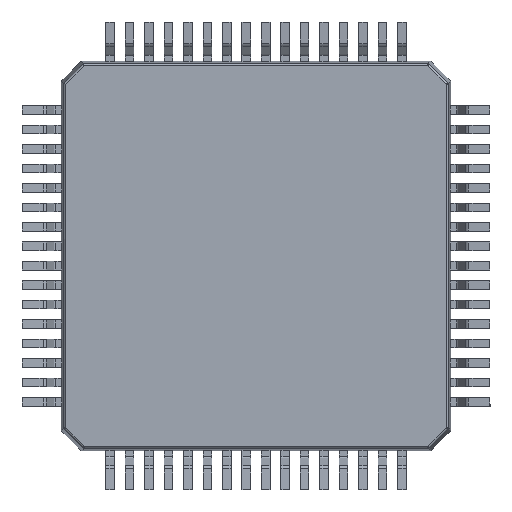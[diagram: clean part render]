
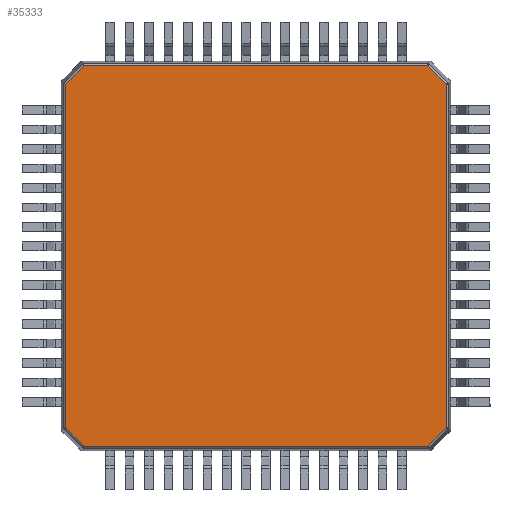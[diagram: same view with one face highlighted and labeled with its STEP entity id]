
A CAD part, front view. The second image highlights one B-rep face of the part: STEP entity #35333.
In plain terms, the highlighted planar face has unit normal (0, -1, 0).
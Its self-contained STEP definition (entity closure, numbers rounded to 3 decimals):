
#652 = ORIENTED_EDGE ( 'NONE', *, *, #16183, .T. ) ;
#706 = VERTEX_POINT ( 'NONE', #38975 ) ;
#997 = ORIENTED_EDGE ( 'NONE', *, *, #9570, .T. ) ;
#1017 = DIRECTION ( 'NONE',  ( -0.71, 0., 0.704 ) ) ;
#1403 = VECTOR ( 'NONE', #19321, 1000. ) ;
#2386 = DIRECTION ( 'NONE',  ( -0.704, 0., -0.71 ) ) ;
#2873 = EDGE_CURVE ( 'NONE', #13899, #24452, #25924, .T. ) ;
#4755 = EDGE_CURVE ( 'NONE', #7355, #26178, #35961, .T. ) ;
#6418 = CARTESIAN_POINT ( 'NONE',  ( 4.667, 0.05, -4.631 ) ) ;
#6573 = EDGE_CURVE ( 'NONE', #24452, #21443, #8128, .T. ) ;
#7355 = VERTEX_POINT ( 'NONE', #22392 ) ;
#8128 = LINE ( 'NONE', #17168, #42414 ) ;
#9570 = EDGE_CURVE ( 'NONE', #36445, #30330, #36109, .T. ) ;
#9621 = VECTOR ( 'NONE', #12042, 1000. ) ;
#10434 = CARTESIAN_POINT ( 'NONE',  ( 4.886, 0.05, 4.414 ) ) ;
#12042 = DIRECTION ( 'NONE',  ( -1., 0., 0. ) ) ;
#12124 = CARTESIAN_POINT ( 'NONE',  ( -4.414, 0.05, 4.886 ) ) ;
#12836 = LINE ( 'NONE', #35450, #38311 ) ;
#12863 = CARTESIAN_POINT ( 'NONE',  ( -4.41, 0.05, -4.886 ) ) ;
#13899 = VERTEX_POINT ( 'NONE', #41492 ) ;
#14135 = CARTESIAN_POINT ( 'NONE',  ( 0., 0.05, -4.886 ) ) ;
#14427 = VECTOR ( 'NONE', #41986, 1000. ) ;
#15684 = DIRECTION ( 'NONE',  ( 0., 0., 1. ) ) ;
#15858 = EDGE_CURVE ( 'NONE', #21443, #706, #35219, .T. ) ;
#16053 = CARTESIAN_POINT ( 'NONE',  ( 4.41, 0.05, 4.886 ) ) ;
#16183 = EDGE_CURVE ( 'NONE', #706, #7355, #27944, .T. ) ;
#17168 = CARTESIAN_POINT ( 'NONE',  ( -4.631, 0.05, -4.667 ) ) ;
#17643 = CARTESIAN_POINT ( 'NONE',  ( 4.631, 0.05, 4.667 ) ) ;
#19321 = DIRECTION ( 'NONE',  ( 0.704, 0., 0.71 ) ) ;
#19695 = PLANE ( 'NONE',  #37046 ) ;
#19839 = FACE_OUTER_BOUND ( 'NONE', #28652, .T. ) ;
#20047 = LINE ( 'NONE', #17643, #21106 ) ;
#21106 = VECTOR ( 'NONE', #1017, 1000. ) ;
#21443 = VERTEX_POINT ( 'NONE', #12863 ) ;
#21921 = ORIENTED_EDGE ( 'NONE', *, *, #30167, .T. ) ;
#22392 = CARTESIAN_POINT ( 'NONE',  ( 4.886, 0.05, -4.41 ) ) ;
#22795 = CARTESIAN_POINT ( 'NONE',  ( 0., 0.05, 0. ) ) ;
#24452 = VERTEX_POINT ( 'NONE', #33925 ) ;
#25501 = CARTESIAN_POINT ( 'NONE',  ( -4.886, 0.05, 0. ) ) ;
#25924 = LINE ( 'NONE', #25501, #14427 ) ;
#26060 = ORIENTED_EDGE ( 'NONE', *, *, #32581, .T. ) ;
#26178 = VERTEX_POINT ( 'NONE', #10434 ) ;
#26308 = DIRECTION ( 'NONE',  ( 0., -1., 0. ) ) ;
#27129 = DIRECTION ( 'NONE',  ( 0.71, 0., -0.704 ) ) ;
#27944 = LINE ( 'NONE', #6418, #1403 ) ;
#28652 = EDGE_LOOP ( 'NONE', ( #41664, #33897, #652, #31202, #21921, #997, #26060, #36873 ) ) ;
#30167 = EDGE_CURVE ( 'NONE', #26178, #36445, #20047, .T. ) ;
#30330 = VERTEX_POINT ( 'NONE', #12124 ) ;
#31202 = ORIENTED_EDGE ( 'NONE', *, *, #4755, .T. ) ;
#31946 = CARTESIAN_POINT ( 'NONE',  ( 0., 0.05, 4.886 ) ) ;
#32581 = EDGE_CURVE ( 'NONE', #30330, #13899, #12836, .T. ) ;
#32851 = VECTOR ( 'NONE', #15684, 1000. ) ;
#32977 = CARTESIAN_POINT ( 'NONE',  ( 4.886, 0.05, 0. ) ) ;
#33897 = ORIENTED_EDGE ( 'NONE', *, *, #15858, .T. ) ;
#33925 = CARTESIAN_POINT ( 'NONE',  ( -4.886, 0.05, -4.414 ) ) ;
#35219 = LINE ( 'NONE', #14135, #41960 ) ;
#35333 = ADVANCED_FACE ( 'NONE', ( #19839 ), #19695, .T. ) ;
#35450 = CARTESIAN_POINT ( 'NONE',  ( -4.667, 0.05, 4.631 ) ) ;
#35961 = LINE ( 'NONE', #32977, #32851 ) ;
#36109 = LINE ( 'NONE', #31946, #9621 ) ;
#36445 = VERTEX_POINT ( 'NONE', #16053 ) ;
#36873 = ORIENTED_EDGE ( 'NONE', *, *, #2873, .T. ) ;
#37046 = AXIS2_PLACEMENT_3D ( 'NONE', #22795, #26308, #39607 ) ;
#38311 = VECTOR ( 'NONE', #2386, 1000. ) ;
#38975 = CARTESIAN_POINT ( 'NONE',  ( 4.414, 0.05, -4.886 ) ) ;
#39607 = DIRECTION ( 'NONE',  ( 0., 0., -1. ) ) ;
#41492 = CARTESIAN_POINT ( 'NONE',  ( -4.886, 0.05, 4.41 ) ) ;
#41664 = ORIENTED_EDGE ( 'NONE', *, *, #6573, .T. ) ;
#41839 = DIRECTION ( 'NONE',  ( 1., 0., 0. ) ) ;
#41960 = VECTOR ( 'NONE', #41839, 1000. ) ;
#41986 = DIRECTION ( 'NONE',  ( 0., 0., -1. ) ) ;
#42414 = VECTOR ( 'NONE', #27129, 1000. ) ;
